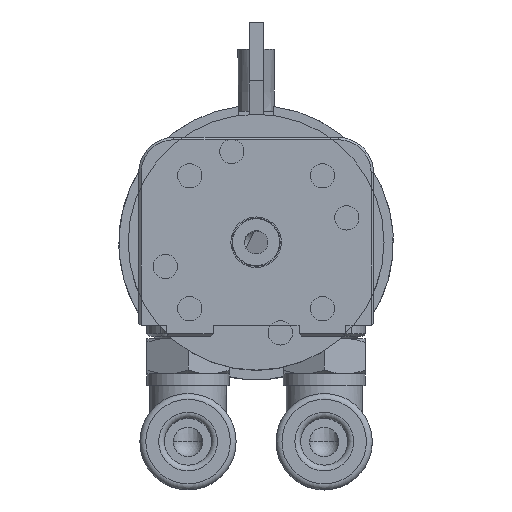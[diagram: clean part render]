
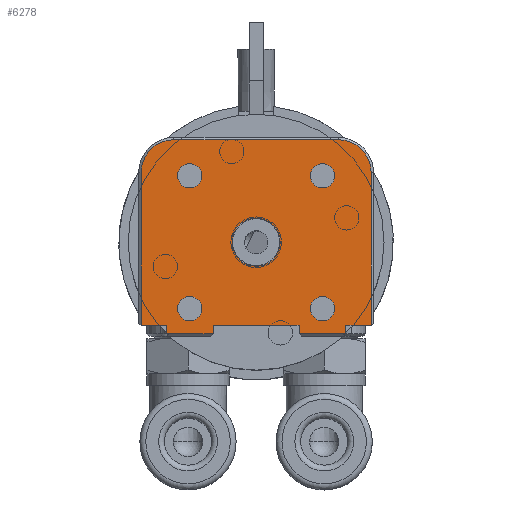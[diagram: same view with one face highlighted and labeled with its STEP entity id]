
A CAD part, top view. The second image highlights one B-rep face of the part: STEP entity #6278.
In plain terms, the highlighted planar face has unit normal (0, 0, 1).
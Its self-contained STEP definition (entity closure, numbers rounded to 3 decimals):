
#573=FACE_BOUND('',#1354,.T.);
#574=FACE_BOUND('',#1355,.T.);
#575=FACE_BOUND('',#1356,.T.);
#576=FACE_BOUND('',#1357,.T.);
#577=FACE_BOUND('',#1358,.T.);
#700=PLANE('',#6887);
#909=FACE_OUTER_BOUND('',#1353,.T.);
#1353=EDGE_LOOP('',(#4635,#4636,#4637,#4638,#4639,#4640,#4641,#4642,#4643,
#4644,#4645,#4646,#4647,#4648));
#1354=EDGE_LOOP('',(#4649));
#1355=EDGE_LOOP('',(#4650));
#1356=EDGE_LOOP('',(#4651));
#1357=EDGE_LOOP('',(#4652));
#1358=EDGE_LOOP('',(#4653));
#1798=LINE('',#9633,#2137);
#1801=LINE('',#9645,#2140);
#1804=LINE('',#9657,#2143);
#1822=LINE('',#9706,#2161);
#1829=LINE('',#9723,#2168);
#1830=LINE('',#9726,#2169);
#1837=LINE('',#9743,#2176);
#1838=LINE('',#9746,#2177);
#1841=LINE('',#9755,#2180);
#1844=LINE('',#9763,#2183);
#1847=LINE('',#9769,#2186);
#1851=LINE('',#9776,#2190);
#2137=VECTOR('',#7778,1000.);
#2140=VECTOR('',#7787,1000.);
#2143=VECTOR('',#7796,1000.);
#2161=VECTOR('',#7850,1000.);
#2168=VECTOR('',#7867,1000.);
#2169=VECTOR('',#7870,1000.);
#2176=VECTOR('',#7887,1000.);
#2177=VECTOR('',#7890,1000.);
#2180=VECTOR('',#7901,1000.);
#2183=VECTOR('',#7912,1000.);
#2186=VECTOR('',#7917,1000.);
#2190=VECTOR('',#7923,1000.);
#2486=CIRCLE('',#6852,2.8);
#2488=CIRCLE('',#6856,2.8);
#2500=CIRCLE('',#6888,1.038);
#2501=CIRCLE('',#6889,1.038);
#2502=CIRCLE('',#6890,1.038);
#2503=CIRCLE('',#6891,1.038);
#2504=CIRCLE('',#6892,2.05);
#2839=VERTEX_POINT('',#9630);
#2840=VERTEX_POINT('',#9632);
#2845=VERTEX_POINT('',#9642);
#2846=VERTEX_POINT('',#9644);
#2851=VERTEX_POINT('',#9654);
#2852=VERTEX_POINT('',#9656);
#2865=VERTEX_POINT('',#9705);
#2870=VERTEX_POINT('',#9721);
#2871=VERTEX_POINT('',#9725);
#2876=VERTEX_POINT('',#9741);
#2877=VERTEX_POINT('',#9745);
#2878=VERTEX_POINT('',#9749);
#2879=VERTEX_POINT('',#9754);
#2880=VERTEX_POINT('',#9758);
#2897=VERTEX_POINT('',#9829);
#2898=VERTEX_POINT('',#9831);
#2899=VERTEX_POINT('',#9833);
#2900=VERTEX_POINT('',#9835);
#2901=VERTEX_POINT('',#9837);
#3457=EDGE_CURVE('',#2839,#2840,#1798,.T.);
#3463=EDGE_CURVE('',#2845,#2846,#1801,.T.);
#3469=EDGE_CURVE('',#2851,#2852,#1804,.T.);
#3493=EDGE_CURVE('',#2865,#2840,#1822,.T.);
#3502=EDGE_CURVE('',#2870,#2845,#1829,.T.);
#3503=EDGE_CURVE('',#2871,#2846,#1830,.T.);
#3512=EDGE_CURVE('',#2876,#2851,#1837,.T.);
#3513=EDGE_CURVE('',#2852,#2877,#1838,.T.);
#3515=EDGE_CURVE('',#2877,#2878,#2486,.T.);
#3518=EDGE_CURVE('',#2878,#2879,#1841,.T.);
#3520=EDGE_CURVE('',#2879,#2880,#2488,.T.);
#3523=EDGE_CURVE('',#2880,#2839,#1844,.T.);
#3526=EDGE_CURVE('',#2876,#2871,#1847,.T.);
#3530=EDGE_CURVE('',#2870,#2865,#1851,.T.);
#3554=EDGE_CURVE('',#2897,#2897,#2500,.T.);
#3555=EDGE_CURVE('',#2898,#2898,#2501,.T.);
#3556=EDGE_CURVE('',#2899,#2899,#2502,.T.);
#3557=EDGE_CURVE('',#2900,#2900,#2503,.T.);
#3558=EDGE_CURVE('',#2901,#2901,#2504,.T.);
#4635=ORIENTED_EDGE('',*,*,#3512,.F.);
#4636=ORIENTED_EDGE('',*,*,#3526,.T.);
#4637=ORIENTED_EDGE('',*,*,#3503,.T.);
#4638=ORIENTED_EDGE('',*,*,#3463,.F.);
#4639=ORIENTED_EDGE('',*,*,#3502,.F.);
#4640=ORIENTED_EDGE('',*,*,#3530,.T.);
#4641=ORIENTED_EDGE('',*,*,#3493,.T.);
#4642=ORIENTED_EDGE('',*,*,#3457,.F.);
#4643=ORIENTED_EDGE('',*,*,#3523,.F.);
#4644=ORIENTED_EDGE('',*,*,#3520,.F.);
#4645=ORIENTED_EDGE('',*,*,#3518,.F.);
#4646=ORIENTED_EDGE('',*,*,#3515,.F.);
#4647=ORIENTED_EDGE('',*,*,#3513,.F.);
#4648=ORIENTED_EDGE('',*,*,#3469,.F.);
#4649=ORIENTED_EDGE('',*,*,#3554,.F.);
#4650=ORIENTED_EDGE('',*,*,#3555,.F.);
#4651=ORIENTED_EDGE('',*,*,#3556,.F.);
#4652=ORIENTED_EDGE('',*,*,#3557,.F.);
#4653=ORIENTED_EDGE('',*,*,#3558,.F.);
#6278=ADVANCED_FACE('',(#909,#573,#574,#575,#576,#577),#700,.T.);
#6852=AXIS2_PLACEMENT_3D('',#9750,#7894,#7895);
#6856=AXIS2_PLACEMENT_3D('',#9759,#7905,#7906);
#6887=AXIS2_PLACEMENT_3D('',#9828,#7989,#7990);
#6888=AXIS2_PLACEMENT_3D('',#9830,#7991,#7992);
#6889=AXIS2_PLACEMENT_3D('',#9832,#7993,#7994);
#6890=AXIS2_PLACEMENT_3D('',#9834,#7995,#7996);
#6891=AXIS2_PLACEMENT_3D('',#9836,#7997,#7998);
#6892=AXIS2_PLACEMENT_3D('',#9838,#7999,#8000);
#7778=DIRECTION('',(-1.,0.,0.));
#7787=DIRECTION('',(-1.,0.,0.));
#7796=DIRECTION('',(-1.,0.,0.));
#7850=DIRECTION('',(0.,1.,0.));
#7867=DIRECTION('',(0.,1.,0.));
#7870=DIRECTION('',(0.,1.,0.));
#7887=DIRECTION('',(0.,1.,0.));
#7890=DIRECTION('',(0.,1.,0.));
#7894=DIRECTION('center_axis',(0.,0.,-1.));
#7895=DIRECTION('ref_axis',(0.,1.,0.));
#7901=DIRECTION('',(1.,0.,0.));
#7905=DIRECTION('center_axis',(0.,0.,-1.));
#7906=DIRECTION('ref_axis',(1.,0.,0.));
#7912=DIRECTION('',(0.,-1.,0.));
#7917=DIRECTION('',(1.,0.,0.));
#7923=DIRECTION('',(1.,0.,0.));
#7989=DIRECTION('center_axis',(0.,0.,1.));
#7990=DIRECTION('ref_axis',(1.,0.,0.));
#7991=DIRECTION('center_axis',(0.,0.,1.));
#7992=DIRECTION('ref_axis',(-1.,0.,0.));
#7993=DIRECTION('center_axis',(0.,0.,1.));
#7994=DIRECTION('ref_axis',(-1.,0.,0.));
#7995=DIRECTION('center_axis',(0.,0.,1.));
#7996=DIRECTION('ref_axis',(-1.,0.,0.));
#7997=DIRECTION('center_axis',(0.,0.,1.));
#7998=DIRECTION('ref_axis',(-1.,0.,0.));
#7999=DIRECTION('center_axis',(0.,0.,1.));
#8000=DIRECTION('ref_axis',(-1.,0.,0.));
#9630=CARTESIAN_POINT('',(9.8,-7.075,57.));
#9632=CARTESIAN_POINT('',(7.655,-7.075,57.));
#9633=CARTESIAN_POINT('',(0.,-7.075,57.));
#9642=CARTESIAN_POINT('',(3.655,-7.075,57.));
#9644=CARTESIAN_POINT('',(-3.655,-7.075,57.));
#9645=CARTESIAN_POINT('',(0.,-7.075,57.));
#9654=CARTESIAN_POINT('',(-7.655,-7.075,57.));
#9656=CARTESIAN_POINT('',(-9.8,-7.075,57.));
#9657=CARTESIAN_POINT('',(0.,-7.075,57.));
#9705=CARTESIAN_POINT('',(7.655,-7.805,57.));
#9706=CARTESIAN_POINT('',(7.655,-8.005,57.));
#9721=CARTESIAN_POINT('',(3.655,-7.805,57.));
#9723=CARTESIAN_POINT('',(3.655,-8.005,57.));
#9725=CARTESIAN_POINT('',(-3.655,-7.805,57.));
#9726=CARTESIAN_POINT('',(-3.655,-8.005,57.));
#9741=CARTESIAN_POINT('',(-7.655,-7.805,57.));
#9743=CARTESIAN_POINT('',(-7.655,-8.005,57.));
#9745=CARTESIAN_POINT('',(-9.8,5.925,57.));
#9746=CARTESIAN_POINT('',(-9.8,-2.954,57.));
#9749=CARTESIAN_POINT('',(-7.,8.725,57.));
#9750=CARTESIAN_POINT('Origin',(-7.,5.925,57.));
#9754=CARTESIAN_POINT('',(7.,8.725,57.));
#9755=CARTESIAN_POINT('',(-3.5,8.725,57.));
#9758=CARTESIAN_POINT('',(9.8,5.925,57.));
#9759=CARTESIAN_POINT('Origin',(7.,5.925,57.));
#9763=CARTESIAN_POINT('',(9.8,2.425,57.));
#9769=CARTESIAN_POINT('',(-3.655,-7.805,57.));
#9776=CARTESIAN_POINT('',(7.655,-7.805,57.));
#9828=CARTESIAN_POINT('Origin',(0.,-1.075,57.));
#9829=CARTESIAN_POINT('',(-4.619,-5.657,57.));
#9830=CARTESIAN_POINT('Origin',(-5.657,-5.657,57.));
#9831=CARTESIAN_POINT('',(-4.619,5.657,57.));
#9832=CARTESIAN_POINT('Origin',(-5.657,5.657,57.));
#9833=CARTESIAN_POINT('',(6.695,5.657,57.));
#9834=CARTESIAN_POINT('Origin',(5.657,5.657,57.));
#9835=CARTESIAN_POINT('',(6.695,-5.657,57.));
#9836=CARTESIAN_POINT('Origin',(5.657,-5.657,57.));
#9837=CARTESIAN_POINT('',(2.05,0.,57.));
#9838=CARTESIAN_POINT('Origin',(0.,0.,57.));
